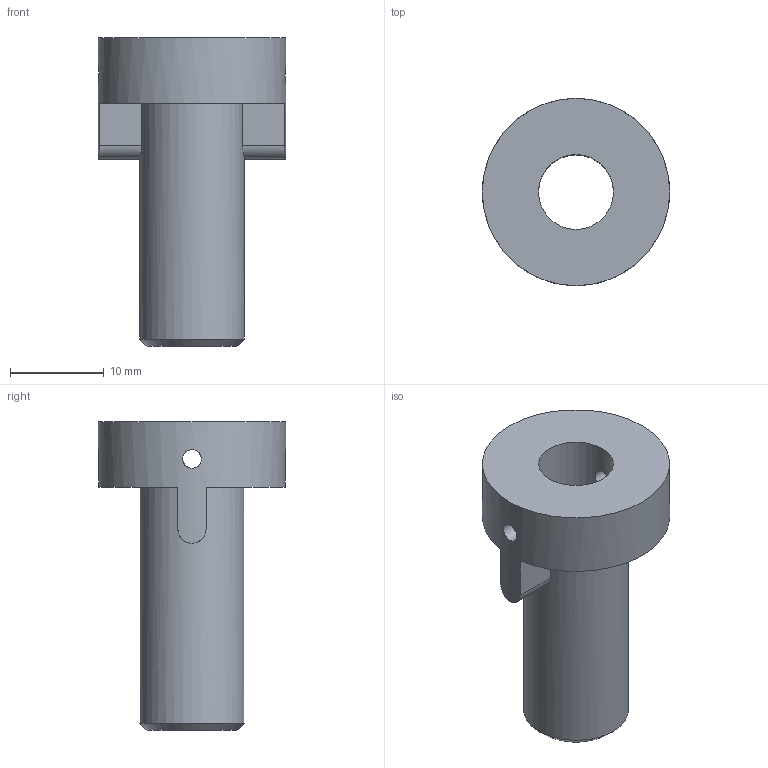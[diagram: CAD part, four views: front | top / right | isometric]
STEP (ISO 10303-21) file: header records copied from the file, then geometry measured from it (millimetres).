
FILE_DESCRIPTION(/* description */ (''),/* implementation_level */ '2;1');
FILE_NAME(/* name */ 'Adapter kotača MRP-01-03.stp',/* time_stamp */ '2022-09-18T22:22:55+02:00',/* author */ ('Luka'),/* organization */ (''),/* preprocessor_version */ 'ST-DEVELOPER v18',/* originating_system */ 'Autodesk Inventor 2020',/* authorisation */ '');
FILE_SCHEMA (('AUTOMOTIVE_DESIGN { 1 0 10303 214 3 1 1 }'));
Length unit declared in the file: millimetre
Products named in the file (1): Spojka_kotača_novo
Bounding box: 20 x 20 x 33 mm (x, y, z)
Volume: 3204.2 mm3; surface area: 2853.6 mm2
Topology: 1 solids, 1 shells, 16 faces, 54 edges, 38 vertices
Faces by surface type: plane 8, cylinder 7, cone 1
Full cylindrical faces by diameter (mm): 2 x2, 8 x1, 11.2 x1, 20 x1
Entity records: 825 total; most frequent: CARTESIAN_POINT 319, ORIENTED_EDGE 108, DIRECTION 82, EDGE_CURVE 54, VERTEX_POINT 38, AXIS2_PLACEMENT_3D 29, LINE 24, VECTOR 24
